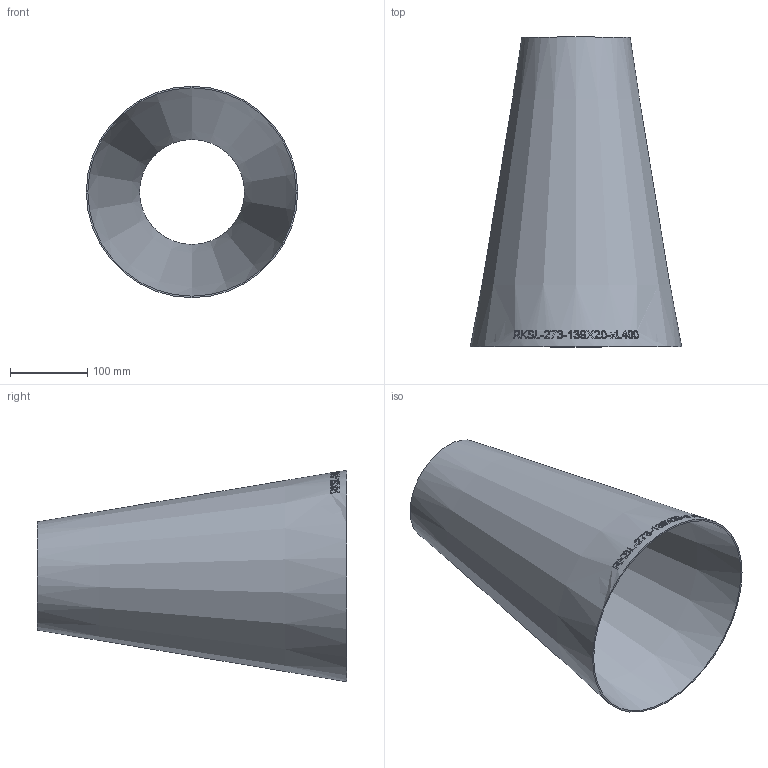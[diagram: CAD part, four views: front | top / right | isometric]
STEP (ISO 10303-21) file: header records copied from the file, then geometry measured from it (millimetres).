
FILE_DESCRIPTION (( 'STEP AP214' ), '1' );
FILE_NAME ('RKSL-273-139X20-xL400 Reduzierung Sonderlänge 2007.STEP', '2020-07-24T10:08:11', ( '' ), ( '' ), 'SwSTEP 2.0', 'SolidWorks 2019', '' );
FILE_SCHEMA (( 'AUTOMOTIVE_DESIGN' ));
Length unit declared in the file: millimetre
Products named in the file (1): RKSL-273-139X20-xL400 Reduzierung Sonderlänge 2007
Bounding box: 273 x 400 x 273 mm (x, y, z)
Volume: 521159.3 mm3; surface area: 523248.9 mm2
Topology: 1 solids, 1 shells, 266 faces, 711 edges, 474 vertices
Faces by surface type: bspline 235, cone 29, plane 2
Entity records: 45867 total; most frequent: CARTESIAN_POINT 38469, ORIENTED_EDGE 1418, EDGE_CURVE 709, B_SPLINE_CURVE_WITH_KNOTS 705, VERTEX_POINT 474, EDGE_LOOP 297, FACE_OUTER_BOUND 266, ADVANCED_FACE 266
